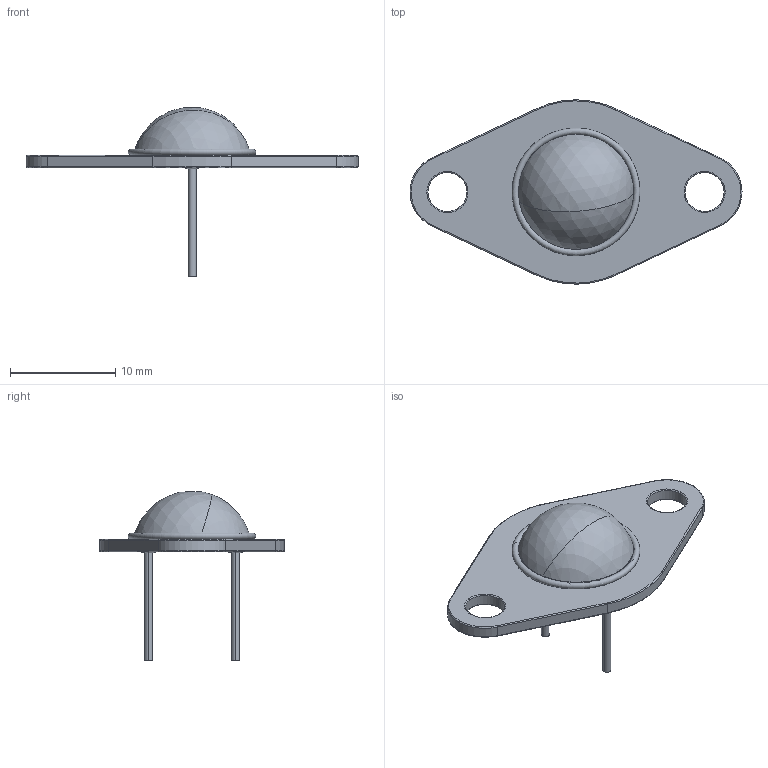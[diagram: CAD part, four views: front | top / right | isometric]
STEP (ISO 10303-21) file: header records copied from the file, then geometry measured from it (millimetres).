
FILE_DESCRIPTION (( 'STEP AP214' ), '1' );
FILE_NAME ('SW3dPS-TO-66.STEP', '2009-08-26T05:48:57', ( 'sysAdmin' ), ( 'SolidWorks' ), 'SwSTEP 2.0', 'SolidWorks 2009', '' );
FILE_SCHEMA (( 'AUTOMOTIVE_DESIGN' ));
Length unit declared in the file: millimetre
Products named in the file (6): SW3dPS-TO-66_L660-66-60-lens_?? ?????????; SW3dPS-TO-66_L660-66-60-Conclusion_?? ?????????; SW3dPS-TO-66_L660-66-60-case_?? ?????????; SW3dPS-TO-66; SW3dPS-TO-66_L660-66-60-Isolator-of-conclusion_?? ?????????; SW3dPS-TO-66_L660-66-60-Crystal_?? ?????????
Assembly tree (7 placements, depth 2):
  SW3dPS-TO-66
    SW3dPS-TO-66_L660-66-60-case_?? ?????????
    SW3dPS-TO-66_L660-66-60-Isolator-of-conclusion_?? ?????????  x2
    SW3dPS-TO-66_L660-66-60-Conclusion_?? ?????????  x2
    SW3dPS-TO-66_L660-66-60-Crystal_?? ?????????
    SW3dPS-TO-66_L660-66-60-lens_?? ?????????
Bounding box: 31.51 x 17.49 x 16.04 mm (x, y, z)
Volume: 741 mm3; surface area: 1397.9 mm2
Topology: 66 solids, 66 shells, 447 faces, 907 edges, 591 vertices
Faces by surface type: plane 374, cylinder 35, torus 32, sphere 6
Entity records: 12403 total; most frequent: CARTESIAN_POINT 2374, DIRECTION 1841, ORIENTED_EDGE 1774, EDGE_CURVE 887, VECTOR 763, LINE 763, VERTEX_POINT 579, AXIS2_PLACEMENT_3D 539
